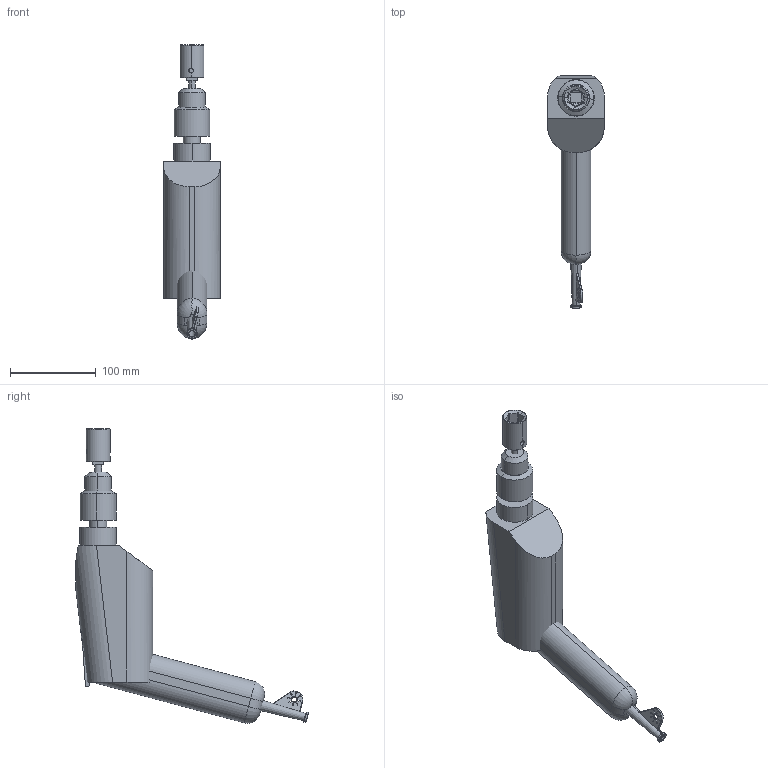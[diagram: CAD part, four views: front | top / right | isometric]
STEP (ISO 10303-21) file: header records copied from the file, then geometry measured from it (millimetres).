
FILE_DESCRIPTION(/* description */ ('VariCAD 2021-1.02 AP-214'),/* implementation_level */ '2;1');
FILE_NAME(/* name */ 'asmSub-40_Drill.stp',/* time_stamp */ '2022-06-12T20:07:50+02:00',/* author */ (''),/* organization */ (''),/* preprocessor_version */ 'VariCAD 2021-1.02',/* originating_system */ 'VariCAD 2021-1.02; kernel version (20180118)',/* authorisation */ '');
FILE_SCHEMA(('AUTOMOTIVE_DESIGN'));
Length unit declared in the file: millimetre
Products named in the file (12): asmSub-40_Drill; karet; Default
Assembly tree (11 placements, depth 2):
  asmSub-40_Drill
    (unnamed)
    (unnamed)
    (unnamed)
    (unnamed)
    (unnamed)
    (unnamed)
    (unnamed)
    (unnamed)
    (unnamed)
    karet
    Default
Bounding box: 66 x 271.8 x 343.94 mm (x, y, z)
Volume: 1172379.8 mm3; surface area: 119135.1 mm2
Topology: 11 solids, 11 shells, 204 faces, 648 edges, 488 vertices
Faces by surface type: cylinder 86, plane 77, torus 24, cone 17
Entity records: 9268 total; most frequent: CARTESIAN_POINT 3135, ORIENTED_EDGE 1296, DIRECTION 1144, EDGE_CURVE 648, VERTEX_POINT 488, AXIS2_PLACEMENT_3D 455, EDGE_LOOP 236, LINE 234
